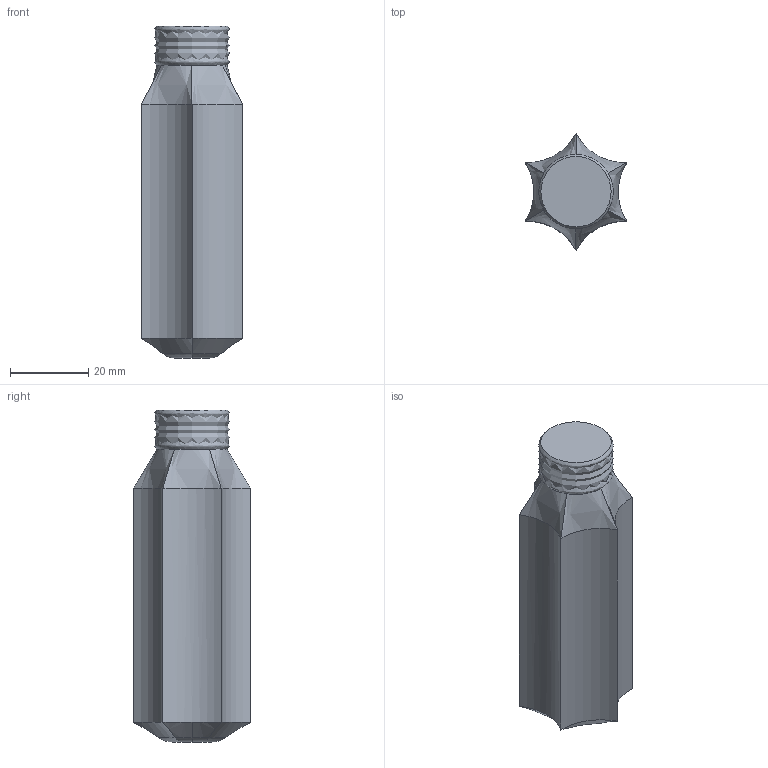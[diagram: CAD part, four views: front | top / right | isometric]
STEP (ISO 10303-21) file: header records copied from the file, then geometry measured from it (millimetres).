
FILE_DESCRIPTION(('HOOPS Exchange Step'),'2;1');
FILE_NAME('temp_export','2024-07-27T13:30:11+08:00',('sharma21'),('Shapr3D Limited'),'HOOPS Exchange 2024.2','Shapr3D','Authorized');
FILE_SCHEMA( ('AUTOMOTIVE_DESIGN { 1 0 10303 214 1 1 1 1 }') );
Length unit declared in the file: millimetre
Products named in the file (1): root
Bounding box: 25.98 x 30 x 85 mm (x, y, z)
Volume: 34592.3 mm3; surface area: 9373.3 mm2
Topology: 3 solids, 3 shells, 34 faces, 71 edges, 43 vertices
Faces by surface type: bspline 7, cylinder 7, cone 7, torus 7, plane 6
Entity records: 1966 total; most frequent: CARTESIAN_POINT 1227, DIRECTION 158, ORIENTED_EDGE 140, AXIS2_PLACEMENT_3D 72, EDGE_CURVE 70, CIRCLE 44, VERTEX_POINT 43, EDGE_LOOP 35
